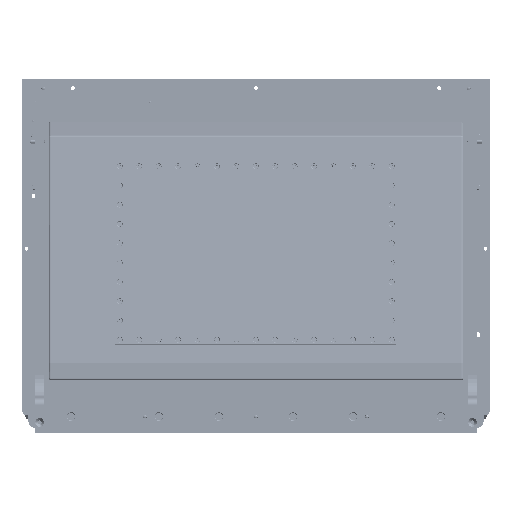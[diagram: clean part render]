
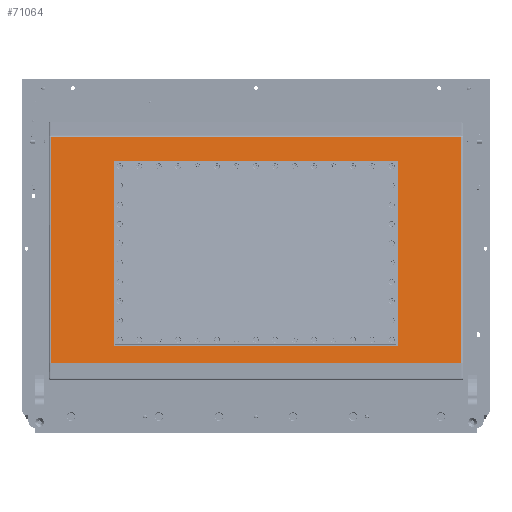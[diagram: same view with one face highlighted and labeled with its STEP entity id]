
A CAD part, front view. The second image highlights one B-rep face of the part: STEP entity #71064.
In plain terms, the highlighted planar face has unit normal (0, -0.993, 0.122).
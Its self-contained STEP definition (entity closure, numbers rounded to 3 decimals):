
#309 = DIRECTION ( 'NONE',  ( 0., -0.122, -0.993 ) ) ;
#827 = EDGE_CURVE ( 'NONE', #40182, #90717, #94210, .T. ) ;
#2272 = VECTOR ( 'NONE', #45010, 1000. ) ;
#4511 = CARTESIAN_POINT ( 'NONE',  ( -153.25, 2.281, -102.542 ) ) ;
#4630 = DIRECTION ( 'NONE',  ( 0., 0.993, -0.122 ) ) ;
#5867 = ORIENTED_EDGE ( 'NONE', *, *, #108995, .F. ) ;
#5968 = ORIENTED_EDGE ( 'NONE', *, *, #827, .F. ) ;
#6877 = DIRECTION ( 'NONE',  ( 1., 0., 0. ) ) ;
#8041 = VERTEX_POINT ( 'NONE', #102689 ) ;
#10106 = DIRECTION ( 'NONE',  ( -1., 0., 0. ) ) ;
#19704 = CARTESIAN_POINT ( 'NONE',  ( 224., 30.007, 123.267 ) ) ;
#20347 = VERTEX_POINT ( 'NONE', #41644 ) ;
#20501 = ORIENTED_EDGE ( 'NONE', *, *, #21683, .T. ) ;
#21683 = EDGE_CURVE ( 'NONE', #72316, #20347, #31166, .T. ) ;
#22746 = VECTOR ( 'NONE', #6877, 1000. ) ;
#23004 = ORIENTED_EDGE ( 'NONE', *, *, #88537, .T. ) ;
#24768 = CARTESIAN_POINT ( 'NONE',  ( 224., 0., -121.119 ) ) ;
#27404 = LINE ( 'NONE', #71462, #103008 ) ;
#27882 = CARTESIAN_POINT ( 'NONE',  ( 222., 30.007, 123.267 ) ) ;
#31166 = LINE ( 'NONE', #19704, #72360 ) ;
#34115 = EDGE_CURVE ( 'NONE', #79548, #107940, #27404, .T. ) ;
#35315 = CARTESIAN_POINT ( 'NONE',  ( 153.25, 2.281, -102.542 ) ) ;
#35577 = ORIENTED_EDGE ( 'NONE', *, *, #110233, .F. ) ;
#39547 = LINE ( 'NONE', #81074, #2272 ) ;
#40182 = VERTEX_POINT ( 'NONE', #4511 ) ;
#41644 = CARTESIAN_POINT ( 'NONE',  ( -222., 30.007, 123.267 ) ) ;
#42479 = EDGE_LOOP ( 'NONE', ( #112951, #35577, #5968, #67367 ) ) ;
#45010 = DIRECTION ( 'NONE',  ( 0., 0.122, 0.993 ) ) ;
#52058 = DIRECTION ( 'NONE',  ( -1., 0., 0. ) ) ;
#53661 = DIRECTION ( 'NONE',  ( 0., 0.122, 0.993 ) ) ;
#57563 = EDGE_CURVE ( 'NONE', #71396, #72316, #39547, .T. ) ;
#57566 = DIRECTION ( 'NONE',  ( 0., 0.122, 0.993 ) ) ;
#59471 = CARTESIAN_POINT ( 'NONE',  ( 153.25, 2.281, -102.542 ) ) ;
#60292 = LINE ( 'NONE', #98179, #61701 ) ;
#61125 = EDGE_LOOP ( 'NONE', ( #5867, #79387, #20501, #23004 ) ) ;
#61701 = VECTOR ( 'NONE', #53661, 1000. ) ;
#67367 = ORIENTED_EDGE ( 'NONE', *, *, #92416, .F. ) ;
#67740 = LINE ( 'NONE', #24768, #109051 ) ;
#71064 = ADVANCED_FACE ( 'NONE', ( #95637, #109459 ), #84478, .F. ) ;
#71396 = VERTEX_POINT ( 'NONE', #105954 ) ;
#71462 = CARTESIAN_POINT ( 'NONE',  ( 153.25, 26.838, 97.456 ) ) ;
#72316 = VERTEX_POINT ( 'NONE', #27882 ) ;
#72360 = VECTOR ( 'NONE', #10106, 1000. ) ;
#75012 = VECTOR ( 'NONE', #309, 1000. ) ;
#76022 = CARTESIAN_POINT ( 'NONE',  ( 224., 32., 139.5 ) ) ;
#79247 = LINE ( 'NONE', #107537, #97069 ) ;
#79387 = ORIENTED_EDGE ( 'NONE', *, *, #57563, .T. ) ;
#79548 = VERTEX_POINT ( 'NONE', #97378 ) ;
#79921 = DIRECTION ( 'NONE',  ( -1., 0., 0. ) ) ;
#80596 = DIRECTION ( 'NONE',  ( 0., -0.122, -0.993 ) ) ;
#81074 = CARTESIAN_POINT ( 'NONE',  ( 222., 32., 139.5 ) ) ;
#84478 = PLANE ( 'NONE',  #94007 ) ;
#88537 = EDGE_CURVE ( 'NONE', #20347, #8041, #110718, .T. ) ;
#90717 = VERTEX_POINT ( 'NONE', #35315 ) ;
#92416 = EDGE_CURVE ( 'NONE', #107940, #40182, #79247, .T. ) ;
#94007 = AXIS2_PLACEMENT_3D ( 'NONE', #76022, #4630, #57566 ) ;
#94135 = CARTESIAN_POINT ( 'NONE',  ( -153.25, 26.838, 97.456 ) ) ;
#94210 = LINE ( 'NONE', #59471, #22746 ) ;
#95637 = FACE_BOUND ( 'NONE', #42479, .T. ) ;
#97069 = VECTOR ( 'NONE', #80596, 1000. ) ;
#97378 = CARTESIAN_POINT ( 'NONE',  ( 153.25, 26.838, 97.456 ) ) ;
#98179 = CARTESIAN_POINT ( 'NONE',  ( 153.25, 2.281, -102.542 ) ) ;
#102689 = CARTESIAN_POINT ( 'NONE',  ( -222., 0., -121.119 ) ) ;
#103008 = VECTOR ( 'NONE', #79921, 1000. ) ;
#105954 = CARTESIAN_POINT ( 'NONE',  ( 222., 0., -121.119 ) ) ;
#107537 = CARTESIAN_POINT ( 'NONE',  ( -153.25, 2.281, -102.542 ) ) ;
#107940 = VERTEX_POINT ( 'NONE', #94135 ) ;
#108995 = EDGE_CURVE ( 'NONE', #71396, #8041, #67740, .T. ) ;
#109051 = VECTOR ( 'NONE', #52058, 1000. ) ;
#109459 = FACE_OUTER_BOUND ( 'NONE', #61125, .T. ) ;
#110233 = EDGE_CURVE ( 'NONE', #90717, #79548, #60292, .T. ) ;
#110718 = LINE ( 'NONE', #111741, #75012 ) ;
#111741 = CARTESIAN_POINT ( 'NONE',  ( -222., 32., 139.5 ) ) ;
#112951 = ORIENTED_EDGE ( 'NONE', *, *, #34115, .F. ) ;
